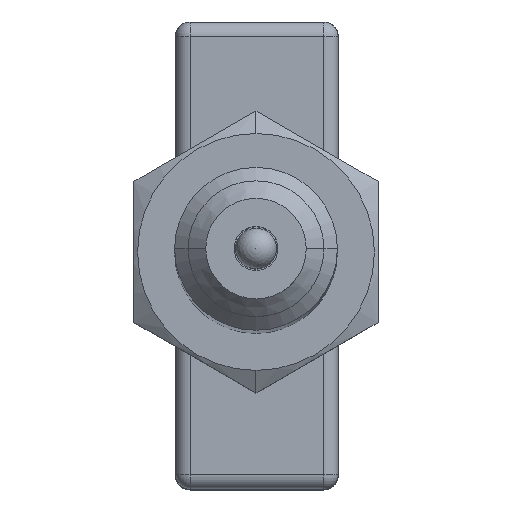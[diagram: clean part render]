
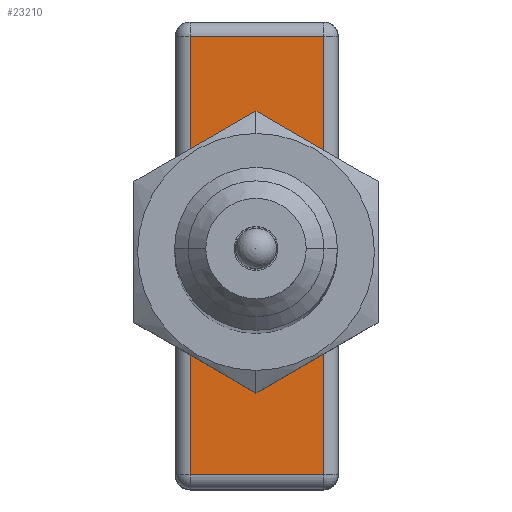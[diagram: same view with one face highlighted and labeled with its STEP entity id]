
A CAD part, top view. The second image highlights one B-rep face of the part: STEP entity #23210.
In plain terms, the highlighted planar face has unit normal (0, 0, 1).
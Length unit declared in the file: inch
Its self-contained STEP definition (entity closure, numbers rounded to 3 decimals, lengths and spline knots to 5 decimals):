
#183 = VERTEX_POINT ( 'NONE', #27695 ) ;
#329 = DIRECTION ( 'NONE',  ( 0., 1., 0. ) ) ;
#332 = FACE_OUTER_BOUND ( 'NONE', #3313, .T. ) ;
#540 = DIRECTION ( 'NONE',  ( 0., 1., 0. ) ) ;
#893 = ORIENTED_EDGE ( 'NONE', *, *, #11813, .F. ) ;
#1716 = VECTOR ( 'NONE', #540, 39.37008 ) ;
#1851 = CARTESIAN_POINT ( 'NONE',  ( -0.2025, 0.6725, -6. ) ) ;
#2742 = DIRECTION ( 'NONE',  ( 0., 0., 1. ) ) ;
#2942 = VERTEX_POINT ( 'NONE', #3074 ) ;
#3074 = CARTESIAN_POINT ( 'NONE',  ( 0.2075, -0.6725, -6. ) ) ;
#3313 = EDGE_LOOP ( 'NONE', ( #893, #7422, #7847, #13491 ) ) ;
#3325 = CARTESIAN_POINT ( 'NONE',  ( 0.2075, 0.35875, -6. ) ) ;
#3499 = DIRECTION ( 'NONE',  ( 1., 0., 0. ) ) ;
#5361 = EDGE_LOOP ( 'NONE', ( #21320, #8084 ) ) ;
#5611 = LINE ( 'NONE', #29488, #20283 ) ;
#5719 = DIRECTION ( 'NONE',  ( 0., -1., 0. ) ) ;
#6194 = EDGE_CURVE ( 'NONE', #183, #9323, #16097, .T. ) ;
#7156 = DIRECTION ( 'NONE',  ( 0., 0., -1. ) ) ;
#7422 = ORIENTED_EDGE ( 'NONE', *, *, #31374, .F. ) ;
#7847 = ORIENTED_EDGE ( 'NONE', *, *, #8316, .F. ) ;
#8084 = ORIENTED_EDGE ( 'NONE', *, *, #24875, .F. ) ;
#8316 = EDGE_CURVE ( 'NONE', #19973, #2942, #28300, .T. ) ;
#9053 = VECTOR ( 'NONE', #5719, 39.37008 ) ;
#9323 = VERTEX_POINT ( 'NONE', #11149 ) ;
#9665 = CARTESIAN_POINT ( 'NONE',  ( 0.0025, 0.35875, -6. ) ) ;
#9933 = CARTESIAN_POINT ( 'NONE',  ( 0.2075, 0.6725, -6. ) ) ;
#11149 = CARTESIAN_POINT ( 'NONE',  ( 0., -0.154, -6. ) ) ;
#11381 = AXIS2_PLACEMENT_3D ( 'NONE', #26529, #13250, #329 ) ;
#11813 = EDGE_CURVE ( 'NONE', #22018, #23827, #23389, .T. ) ;
#12526 = VECTOR ( 'NONE', #21611, 39.37008 ) ;
#12890 = AXIS2_PLACEMENT_3D ( 'NONE', #9665, #7156, #17811 ) ;
#13250 = DIRECTION ( 'NONE',  ( 0., 0., 1. ) ) ;
#13491 = ORIENTED_EDGE ( 'NONE', *, *, #31597, .F. ) ;
#16097 = CIRCLE ( 'NONE', #25834, 0.154 ) ;
#17811 = DIRECTION ( 'NONE',  ( 0., 1., 0. ) ) ;
#18410 = CARTESIAN_POINT ( 'NONE',  ( 0., 0., -6. ) ) ;
#18718 = CARTESIAN_POINT ( 'NONE',  ( -0.2025, 0.53812, -6. ) ) ;
#19542 = FACE_BOUND ( 'NONE', #5361, .T. ) ;
#19973 = VERTEX_POINT ( 'NONE', #9933 ) ;
#20283 = VECTOR ( 'NONE', #3499, 39.37008 ) ;
#21320 = ORIENTED_EDGE ( 'NONE', *, *, #6194, .F. ) ;
#21611 = DIRECTION ( 'NONE',  ( -1., 0., 0. ) ) ;
#22018 = VERTEX_POINT ( 'NONE', #30357 ) ;
#22287 = PLANE ( 'NONE',  #12890 ) ;
#23210 = ADVANCED_FACE ( 'NONE', ( #332, #19542 ), #22287, .F. ) ;
#23389 = LINE ( 'NONE', #18718, #1716 ) ;
#23714 = DIRECTION ( 'NONE',  ( 0., 1., 0. ) ) ;
#23827 = VERTEX_POINT ( 'NONE', #1851 ) ;
#24875 = EDGE_CURVE ( 'NONE', #9323, #183, #28075, .T. ) ;
#25834 = AXIS2_PLACEMENT_3D ( 'NONE', #18410, #2742, #23714 ) ;
#26529 = CARTESIAN_POINT ( 'NONE',  ( 0., 0., -6. ) ) ;
#27695 = CARTESIAN_POINT ( 'NONE',  ( 0., 0.154, -6. ) ) ;
#28075 = CIRCLE ( 'NONE', #11381, 0.154 ) ;
#28094 = LINE ( 'NONE', #32381, #12526 ) ;
#28300 = LINE ( 'NONE', #3325, #9053 ) ;
#29488 = CARTESIAN_POINT ( 'NONE',  ( 0.0025, 0.6725, -6. ) ) ;
#30357 = CARTESIAN_POINT ( 'NONE',  ( -0.2025, -0.6725, -6. ) ) ;
#31374 = EDGE_CURVE ( 'NONE', #2942, #22018, #28094, .T. ) ;
#31597 = EDGE_CURVE ( 'NONE', #23827, #19973, #5611, .T. ) ;
#32381 = CARTESIAN_POINT ( 'NONE',  ( 0.0025, -0.6725, -6. ) ) ;
